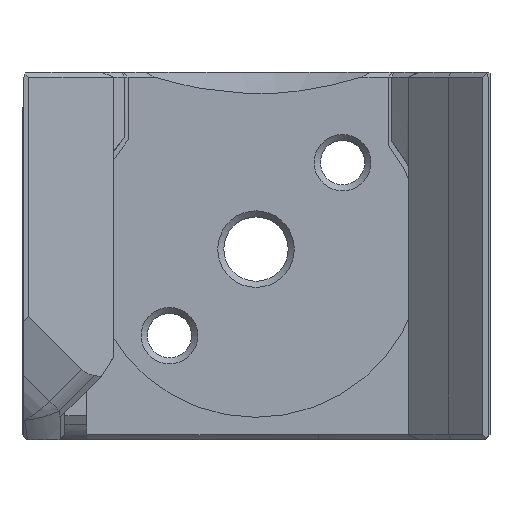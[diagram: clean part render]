
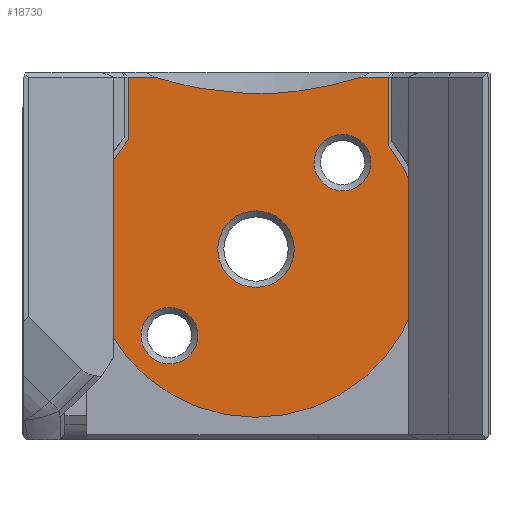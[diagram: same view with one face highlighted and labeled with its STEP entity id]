
A CAD part, front view. The second image highlights one B-rep face of the part: STEP entity #18730.
In plain terms, the highlighted planar face has unit normal (0, -1, 0).
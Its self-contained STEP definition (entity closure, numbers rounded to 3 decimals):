
#2350=CARTESIAN_POINT('',(156.533,143.209,141.763));
#2351=VERTEX_POINT('',#2350);
#2358=CARTESIAN_POINT('',(156.533,143.209,137.291));
#2359=VERTEX_POINT('',#2358);
#2360=CARTESIAN_POINT('',(156.533,143.209,141.763));
#2361=DIRECTION('',(0.,-0.,-1.));
#2362=VECTOR('',#2361,4.472);
#2363=LINE('',#2360,#2362);
#2364=EDGE_CURVE('',#2351,#2359,#2363,.T.);
#3288=CARTESIAN_POINT('',(141.21,143.209,141.763));
#3289=VERTEX_POINT('',#3288);
#3297=CARTESIAN_POINT('',(154.79,143.209,141.763));
#3298=VERTEX_POINT('',#3297);
#3299=CARTESIAN_POINT('',(154.79,143.209,141.763));
#3300=CARTESIAN_POINT('',(153.683,143.209,141.432));
#3301=CARTESIAN_POINT('',(152.566,143.209,141.156));
#3302=CARTESIAN_POINT('',(151.432,143.209,140.964));
#3303=CARTESIAN_POINT('',(150.866,143.209,140.869));
#3304=CARTESIAN_POINT('',(150.295,143.209,140.794));
#3305=CARTESIAN_POINT('',(149.719,143.209,140.744));
#3306=CARTESIAN_POINT('',(149.432,143.209,140.718));
#3307=CARTESIAN_POINT('',(149.143,143.209,140.699));
#3308=CARTESIAN_POINT('',(148.853,143.209,140.687));
#3309=CARTESIAN_POINT('',(148.562,143.209,140.674));
#3310=CARTESIAN_POINT('',(148.271,143.209,140.668));
#3311=CARTESIAN_POINT('',(147.981,143.209,140.668));
#3312=CARTESIAN_POINT('',(146.822,143.209,140.669));
#3313=CARTESIAN_POINT('',(145.681,143.209,140.776));
#3314=CARTESIAN_POINT('',(144.554,143.209,140.967));
#3315=CARTESIAN_POINT('',(143.427,143.209,141.158));
#3316=CARTESIAN_POINT('',(142.314,143.209,141.432));
#3317=CARTESIAN_POINT('',(141.21,143.209,141.763));
#3318=B_SPLINE_CURVE_WITH_KNOTS('',3,(#3299,#3300,#3301,#3302,#3303,#3304,#3305,#3306,#3307,#3308,#3309,#3310,#3311,#3312,#3313,#3314,#3315,#3316,#3317),.UNSPECIFIED.,.F.,.F.,(4,3,3,3,3,3,4),(0.001,0.004,0.006,0.007,0.008,0.011,0.015),.UNSPECIFIED.);
#3319=EDGE_CURVE('',#3298,#3289,#3318,.T.);
#18623=CARTESIAN_POINT('',(147.869,143.209,130.512));
#18624=DIRECTION('',(0.,-1.,0.));
#18625=DIRECTION('',(1.,0.,0.));
#18626=AXIS2_PLACEMENT_3D('',#18623,#18624,#18625);
#18627=PLANE('',#18626);
#18628=ORIENTED_EDGE('',*,*,#3319,.T.);
#18629=CARTESIAN_POINT('',(139.506,143.209,141.763));
#18630=VERTEX_POINT('',#18629);
#18631=CARTESIAN_POINT('',(141.21,143.209,141.763));
#18632=DIRECTION('',(-1.,-0.,0.));
#18633=VECTOR('',#18632,1.704);
#18634=LINE('',#18631,#18633);
#18635=EDGE_CURVE('',#3289,#18630,#18634,.T.);
#18636=ORIENTED_EDGE('',*,*,#18635,.T.);
#18637=CARTESIAN_POINT('',(139.506,143.209,137.658));
#18638=VERTEX_POINT('',#18637);
#18639=CARTESIAN_POINT('',(139.506,143.209,141.763));
#18640=DIRECTION('',(0.,-0.,-1.));
#18641=VECTOR('',#18640,4.105);
#18642=LINE('',#18639,#18641);
#18643=EDGE_CURVE('',#18630,#18638,#18642,.T.);
#18644=ORIENTED_EDGE('',*,*,#18643,.T.);
#18645=CARTESIAN_POINT('',(158.869,143.209,130.512));
#18646=VERTEX_POINT('',#18645);
#18647=CARTESIAN_POINT('',(147.869,143.209,130.512));
#18648=DIRECTION('',(0.,1.,0.));
#18649=DIRECTION('',(0.,-0.,1.));
#18650=AXIS2_PLACEMENT_3D('',#18647,#18648,#18649);
#18651=CIRCLE('',#18650,11.);
#18652=EDGE_CURVE('',#18646,#18638,#18651,.T.);
#18653=ORIENTED_EDGE('',*,*,#18652,.F.);
#18654=CARTESIAN_POINT('',(147.869,143.209,130.512));
#18655=DIRECTION('',(0.,1.,0.));
#18656=DIRECTION('',(0.,-0.,1.));
#18657=AXIS2_PLACEMENT_3D('',#18654,#18655,#18656);
#18658=CIRCLE('',#18657,11.);
#18659=EDGE_CURVE('',#2359,#18646,#18658,.T.);
#18660=ORIENTED_EDGE('',*,*,#18659,.F.);
#18661=ORIENTED_EDGE('',*,*,#2364,.F.);
#18662=CARTESIAN_POINT('',(156.533,143.209,141.763));
#18663=DIRECTION('',(-1.,-0.,0.));
#18664=VECTOR('',#18663,1.743);
#18665=LINE('',#18662,#18664);
#18666=EDGE_CURVE('',#2351,#3298,#18665,.T.);
#18667=ORIENTED_EDGE('',*,*,#18666,.T.);
#18668=EDGE_LOOP('',(#18628,#18636,#18644,#18653,#18660,#18661,#18667));
#18669=FACE_BOUND('',#18668,.T.);
#18670=CARTESIAN_POINT('',(140.362,143.209,124.856));
#18671=VERTEX_POINT('',#18670);
#18672=CARTESIAN_POINT('',(142.212,143.209,123.006));
#18673=VERTEX_POINT('',#18672);
#18674=CARTESIAN_POINT('',(142.212,143.209,124.856));
#18675=DIRECTION('',(0.,-1.,0.));
#18676=DIRECTION('',(0.,0.,-1.));
#18677=AXIS2_PLACEMENT_3D('',#18674,#18675,#18676);
#18678=CIRCLE('',#18677,1.85);
#18679=EDGE_CURVE('',#18671,#18673,#18678,.T.);
#18680=ORIENTED_EDGE('',*,*,#18679,.F.);
#18681=CARTESIAN_POINT('',(142.212,143.209,124.856));
#18682=DIRECTION('',(0.,-1.,0.));
#18683=DIRECTION('',(0.,0.,-1.));
#18684=AXIS2_PLACEMENT_3D('',#18681,#18682,#18683);
#18685=CIRCLE('',#18684,1.85);
#18686=EDGE_CURVE('',#18673,#18671,#18685,.T.);
#18687=ORIENTED_EDGE('',*,*,#18686,.F.);
#18688=EDGE_LOOP('',(#18680,#18687));
#18689=FACE_BOUND('',#18688,.T.);
#18690=CARTESIAN_POINT('',(151.676,143.209,136.169));
#18691=VERTEX_POINT('',#18690);
#18692=CARTESIAN_POINT('',(153.526,143.209,134.319));
#18693=VERTEX_POINT('',#18692);
#18694=CARTESIAN_POINT('',(153.526,143.209,136.169));
#18695=DIRECTION('',(0.,-1.,0.));
#18696=DIRECTION('',(0.,0.,-1.));
#18697=AXIS2_PLACEMENT_3D('',#18694,#18695,#18696);
#18698=CIRCLE('',#18697,1.85);
#18699=EDGE_CURVE('',#18691,#18693,#18698,.T.);
#18700=ORIENTED_EDGE('',*,*,#18699,.F.);
#18701=CARTESIAN_POINT('',(153.526,143.209,136.169));
#18702=DIRECTION('',(0.,-1.,0.));
#18703=DIRECTION('',(0.,0.,-1.));
#18704=AXIS2_PLACEMENT_3D('',#18701,#18702,#18703);
#18705=CIRCLE('',#18704,1.85);
#18706=EDGE_CURVE('',#18693,#18691,#18705,.T.);
#18707=ORIENTED_EDGE('',*,*,#18706,.F.);
#18708=EDGE_LOOP('',(#18700,#18707));
#18709=FACE_BOUND('',#18708,.T.);
#18710=CARTESIAN_POINT('',(150.369,143.209,130.512));
#18711=VERTEX_POINT('',#18710);
#18712=CARTESIAN_POINT('',(147.869,143.209,128.012));
#18713=VERTEX_POINT('',#18712);
#18714=CARTESIAN_POINT('',(147.869,143.209,130.512));
#18715=DIRECTION('',(0.,-1.,0.));
#18716=DIRECTION('',(0.,0.,-1.));
#18717=AXIS2_PLACEMENT_3D('',#18714,#18715,#18716);
#18718=CIRCLE('',#18717,2.5);
#18719=EDGE_CURVE('',#18711,#18713,#18718,.T.);
#18720=ORIENTED_EDGE('',*,*,#18719,.F.);
#18721=CARTESIAN_POINT('',(147.869,143.209,130.512));
#18722=DIRECTION('',(0.,-1.,0.));
#18723=DIRECTION('',(0.,0.,-1.));
#18724=AXIS2_PLACEMENT_3D('',#18721,#18722,#18723);
#18725=CIRCLE('',#18724,2.5);
#18726=EDGE_CURVE('',#18713,#18711,#18725,.T.);
#18727=ORIENTED_EDGE('',*,*,#18726,.F.);
#18728=EDGE_LOOP('',(#18720,#18727));
#18729=FACE_BOUND('',#18728,.T.);
#18730=ADVANCED_FACE('',(#18669,#18689,#18709,#18729),#18627,.T.);
